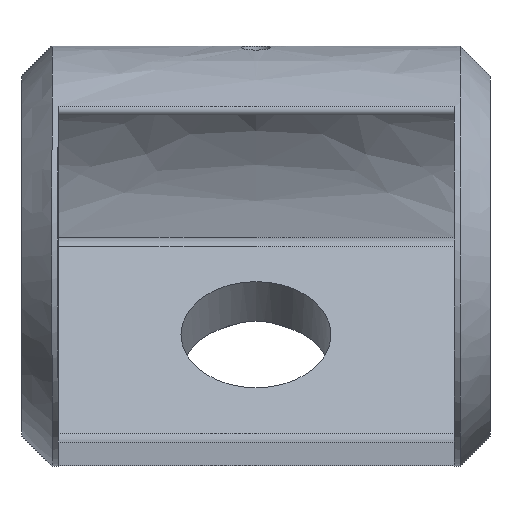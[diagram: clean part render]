
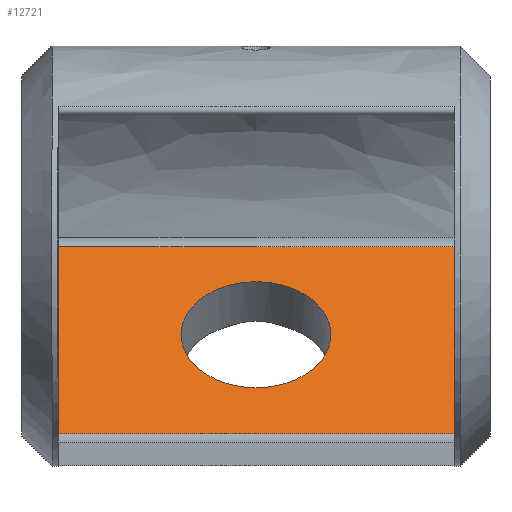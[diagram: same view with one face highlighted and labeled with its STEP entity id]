
A CAD part, left-side view. The second image highlights one B-rep face of the part: STEP entity #12721.
In plain terms, the highlighted planar face has unit normal (-0.707, 0, 0.707).
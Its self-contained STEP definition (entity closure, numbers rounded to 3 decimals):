
#382=CIRCLE('',#13671,12.5);
#966=FACE_BOUND('',#2372,.T.);
#1631=FACE_OUTER_BOUND('',#2371,.T.);
#2371=EDGE_LOOP('',(#11573,#11574,#11575,#11576));
#2372=EDGE_LOOP('',(#11577));
#3597=LINE('',#21582,#4851);
#3609=LINE('',#21780,#4863);
#3614=LINE('',#21853,#4868);
#3638=LINE('',#22161,#4892);
#4851=VECTOR('',#16627,10.);
#4863=VECTOR('',#16663,10.);
#4868=VECTOR('',#16672,10.);
#4892=VECTOR('',#16756,10.);
#6066=VERTEX_POINT('',#21578);
#6068=VERTEX_POINT('',#21581);
#6083=VERTEX_POINT('',#21777);
#6090=VERTEX_POINT('',#21852);
#6127=VERTEX_POINT('',#22162);
#7872=EDGE_CURVE('',#6066,#6068,#3597,.T.);
#7895=EDGE_CURVE('',#6083,#6066,#3609,.T.);
#7904=EDGE_CURVE('',#6068,#6090,#3614,.T.);
#7962=EDGE_CURVE('',#6083,#6090,#3638,.T.);
#7963=EDGE_CURVE('',#6127,#6127,#382,.T.);
#11573=ORIENTED_EDGE('',*,*,#7895,.F.);
#11574=ORIENTED_EDGE('',*,*,#7962,.T.);
#11575=ORIENTED_EDGE('',*,*,#7904,.F.);
#11576=ORIENTED_EDGE('',*,*,#7872,.F.);
#11577=ORIENTED_EDGE('',*,*,#7963,.T.);
#12060=PLANE('',#13670);
#12721=ADVANCED_FACE('',(#1631,#966),#12060,.F.);
#13670=AXIS2_PLACEMENT_3D('',#22160,#16754,#16755);
#13671=AXIS2_PLACEMENT_3D('',#22163,#16757,#16758);
#16627=DIRECTION('',(-0.707,0.,-0.707));
#16663=DIRECTION('',(0.,-1.,0.));
#16672=DIRECTION('',(0.,1.,0.));
#16754=DIRECTION('center_axis',(0.707,0.,-0.707));
#16755=DIRECTION('ref_axis',(-0.707,0.,-0.707));
#16756=DIRECTION('',(-0.707,0.,-0.707));
#16757=DIRECTION('center_axis',(0.707,0.,-0.707));
#16758=DIRECTION('ref_axis',(0.707,0.,0.707));
#21578=CARTESIAN_POINT('',(70.776,-33.,66.543));
#21581=CARTESIAN_POINT('',(39.586,-33.,35.353));
#21582=CARTESIAN_POINT('',(71.429,-33.,67.196));
#21777=CARTESIAN_POINT('',(70.776,33.,66.543));
#21780=CARTESIAN_POINT('',(70.776,0.,66.543));
#21852=CARTESIAN_POINT('',(39.586,33.,35.353));
#21853=CARTESIAN_POINT('',(39.586,0.,35.353));
#22160=CARTESIAN_POINT('Origin',(71.429,0.,67.196));
#22161=CARTESIAN_POINT('',(71.429,33.,67.196));
#22162=CARTESIAN_POINT('',(47.278,0.,43.045));
#22163=CARTESIAN_POINT('Origin',(56.116,0.,
51.884));
